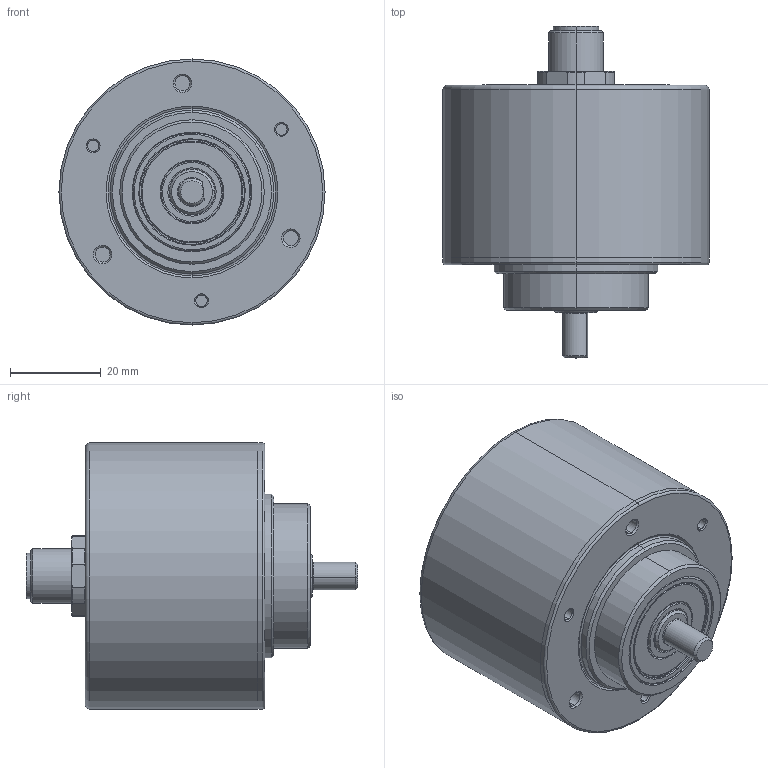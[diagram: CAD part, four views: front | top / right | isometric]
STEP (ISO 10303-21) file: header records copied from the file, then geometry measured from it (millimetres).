
FILE_DESCRIPTION (( 'STEP AP203' ), '1' );
FILE_NAME ('M158.STEP', '2021-10-22T07:40:24', ( '' ), ( '' ), 'SwSTEP 2.0', 'SolidWorks 2020', '' );
FILE_SCHEMA (( 'CONFIG_CONTROL_DESIGN' ));
Length unit declared in the file: millimetre
Products named in the file (1): M158
Bounding box: 58.5 x 73 x 58.5 mm (x, y, z)
Surface area: 16252.2 mm2 (no closed solid volume)
Topology: 0 solids, 13 shells, 135 faces, 318 edges, 207 vertices
Faces by surface type: cylinder 56, plane 34, cone 32, torus 13
Entity records: 4022 total; most frequent: DIRECTION 754, CARTESIAN_POINT 753, ORIENTED_EDGE 565, AXIS2_PLACEMENT_3D 322, EDGE_CURVE 318, VERTEX_POINT 207, CIRCLE 186, EDGE_LOOP 156
